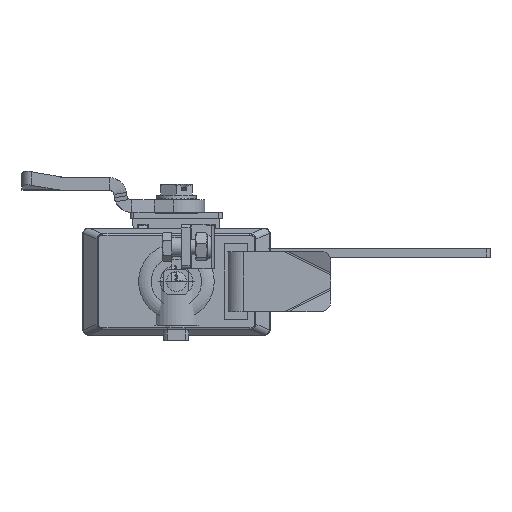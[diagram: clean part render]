
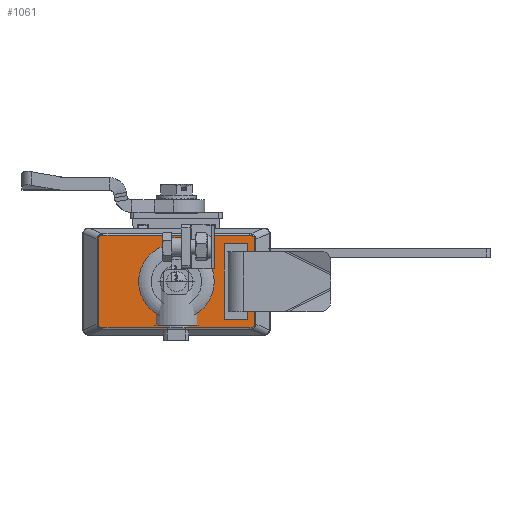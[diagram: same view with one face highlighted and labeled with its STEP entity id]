
A CAD part, top view. The second image highlights one B-rep face of the part: STEP entity #1061.
In plain terms, the highlighted planar face has unit normal (0, 0, 1).
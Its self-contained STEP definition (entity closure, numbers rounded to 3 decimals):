
#1061 = ADVANCED_FACE( '', ( #2211, #2212, #2213 ), #2214, .T. );
#2211 = FACE_OUTER_BOUND( '', #4353, .T. );
#2212 = FACE_BOUND( '', #4354, .T. );
#2213 = FACE_BOUND( '', #4355, .T. );
#2214 = PLANE( '', #4356 );
#4353 = EDGE_LOOP( '', ( #8889, #8890, #8891, #8892, #8893, #8894, #8895, #8896 ) );
#4354 = EDGE_LOOP( '', ( #8897, #8898, #8899, #8900 ) );
#4355 = EDGE_LOOP( '', ( #8901 ) );
#4356 = AXIS2_PLACEMENT_3D( '', #8902, #8903, #8904 );
#8889 = ORIENTED_EDGE( '', *, *, #12702, .T. );
#8890 = ORIENTED_EDGE( '', *, *, #12706, .T. );
#8891 = ORIENTED_EDGE( '', *, *, #12707, .T. );
#8892 = ORIENTED_EDGE( '', *, *, #12704, .T. );
#8893 = ORIENTED_EDGE( '', *, *, #12708, .T. );
#8894 = ORIENTED_EDGE( '', *, *, #12709, .T. );
#8895 = ORIENTED_EDGE( '', *, *, #12710, .T. );
#8896 = ORIENTED_EDGE( '', *, *, #12700, .T. );
#8897 = ORIENTED_EDGE( '', *, *, #12711, .F. );
#8898 = ORIENTED_EDGE( '', *, *, #12712, .F. );
#8899 = ORIENTED_EDGE( '', *, *, #12713, .F. );
#8900 = ORIENTED_EDGE( '', *, *, #12714, .F. );
#8901 = ORIENTED_EDGE( '', *, *, #12643, .F. );
#8902 = CARTESIAN_POINT( '', ( -29.75, 17., 4.7 ) );
#8903 = DIRECTION( '', ( 0., 0., 1. ) );
#8904 = DIRECTION( '', ( -1., 0., 0. ) );
#12643 = EDGE_CURVE( '', #15092, #15092, #15093, .T. );
#12700 = EDGE_CURVE( '', #15172, #15174, #15176, .T. );
#12702 = EDGE_CURVE( '', #15174, #15177, #15179, .T. );
#12704 = EDGE_CURVE( '', #15182, #15180, #15183, .T. );
#12706 = EDGE_CURVE( '', #15177, #15185, #15186, .T. );
#12707 = EDGE_CURVE( '', #15185, #15182, #15187, .T. );
#12708 = EDGE_CURVE( '', #15180, #15188, #15189, .T. );
#12709 = EDGE_CURVE( '', #15188, #15190, #15191, .T. );
#12710 = EDGE_CURVE( '', #15190, #15172, #15192, .T. );
#12711 = EDGE_CURVE( '', #15193, #15194, #15195, .T. );
#12712 = EDGE_CURVE( '', #15196, #15193, #15197, .T. );
#12713 = EDGE_CURVE( '', #15198, #15196, #15199, .T. );
#12714 = EDGE_CURVE( '', #15194, #15198, #15200, .T. );
#15092 = VERTEX_POINT( '', #18921 );
#15093 = CIRCLE( '', #18922, 12. );
#15172 = VERTEX_POINT( '', #19196 );
#15174 = VERTEX_POINT( '', #19198 );
#15176 = ELLIPSE( '', #19200, 2.215, 1.5 );
#15177 = VERTEX_POINT( '', #19201 );
#15179 = LINE( '', #19203, #19204 );
#15180 = VERTEX_POINT( '', #19205 );
#15182 = VERTEX_POINT( '', #19207 );
#15183 = ELLIPSE( '', #19208, 2.215, 1.5 );
#15185 = VERTEX_POINT( '', #19210 );
#15186 = ELLIPSE( '', #19211, 2.215, 1.5 );
#15187 = LINE( '', #19212, #19213 );
#15188 = VERTEX_POINT( '', #19214 );
#15189 = LINE( '', #19215, #19216 );
#15190 = VERTEX_POINT( '', #19217 );
#15191 = ELLIPSE( '', #19218, 2.215, 1.5 );
#15192 = LINE( '', #19219, #19220 );
#15193 = VERTEX_POINT( '', #19221 );
#15194 = VERTEX_POINT( '', #19222 );
#15195 = LINE( '', #19223, #19224 );
#15196 = VERTEX_POINT( '', #19225 );
#15197 = LINE( '', #19226, #19227 );
#15198 = VERTEX_POINT( '', #19228 );
#15199 = LINE( '', #19229, #19230 );
#15200 = LINE( '', #19231, #19232 );
#18921 = CARTESIAN_POINT( '', ( 12., 0., 4.7 ) );
#18922 = AXIS2_PLACEMENT_3D( '', #24080, #24081, #24082 );
#19196 = CARTESIAN_POINT( '', ( 23.308, -14.674, 4.7 ) );
#19198 = CARTESIAN_POINT( '', ( 24.843, -13.495, 4.7 ) );
#19200 = AXIS2_PLACEMENT_3D( '', #24183, #24184, #24185 );
#19201 = CARTESIAN_POINT( '', ( 24.843, 13.495, 4.7 ) );
#19203 = CARTESIAN_POINT( '', ( 24.843, 17., 4.7 ) );
#19204 = VECTOR( '', #24189, 1000. );
#19205 = CARTESIAN_POINT( '', ( -24.843, 13.495, 4.7 ) );
#19207 = CARTESIAN_POINT( '', ( -23.308, 14.674, 4.7 ) );
#19208 = AXIS2_PLACEMENT_3D( '', #24193, #24194, #24195 );
#19210 = CARTESIAN_POINT( '', ( 23.308, 14.674, 4.7 ) );
#19211 = AXIS2_PLACEMENT_3D( '', #24199, #24200, #24201 );
#19212 = CARTESIAN_POINT( '', ( -29.75, 14.674, 4.7 ) );
#19213 = VECTOR( '', #24202, 1000. );
#19214 = CARTESIAN_POINT( '', ( -24.843, -13.495, 4.7 ) );
#19215 = CARTESIAN_POINT( '', ( -24.843, 17., 4.7 ) );
#19216 = VECTOR( '', #24203, 1000. );
#19217 = CARTESIAN_POINT( '', ( -23.308, -14.674, 4.7 ) );
#19218 = AXIS2_PLACEMENT_3D( '', #24204, #24205, #24206 );
#19219 = CARTESIAN_POINT( '', ( -29.75, -14.674, 4.7 ) );
#19220 = VECTOR( '', #24207, 1000. );
#19221 = CARTESIAN_POINT( '', ( 15.25, 12., 4.7 ) );
#19222 = CARTESIAN_POINT( '', ( 15.25, -12., 4.7 ) );
#19223 = CARTESIAN_POINT( '', ( 15.25, 12., 4.7 ) );
#19224 = VECTOR( '', #24208, 1000. );
#19225 = CARTESIAN_POINT( '', ( 22.55, 12., 4.7 ) );
#19226 = CARTESIAN_POINT( '', ( 22.55, 12., 4.7 ) );
#19227 = VECTOR( '', #24209, 1000. );
#19228 = CARTESIAN_POINT( '', ( 22.55, -12., 4.7 ) );
#19229 = CARTESIAN_POINT( '', ( 22.55, -12., 4.7 ) );
#19230 = VECTOR( '', #24210, 1000. );
#19231 = CARTESIAN_POINT( '', ( 15.25, -12., 4.7 ) );
#19232 = VECTOR( '', #24211, 1000. );
#24080 = CARTESIAN_POINT( '', ( 0., 0., 4.7 ) );
#24081 = DIRECTION( '', ( 0., 0., 1. ) );
#24082 = DIRECTION( '', ( 1., 0., 0. ) );
#24183 = CARTESIAN_POINT( '', ( 22.722, -13.044, 4.7 ) );
#24184 = DIRECTION( '', ( 0., 0., 1. ) );
#24185 = DIRECTION( '', ( 0.921, -0.391, 0. ) );
#24189 = DIRECTION( '', ( 0., 1., 0. ) );
#24193 = CARTESIAN_POINT( '', ( -22.722, 13.044, 4.7 ) );
#24194 = DIRECTION( '', ( 0., 0., 1. ) );
#24195 = DIRECTION( '', ( -0.921, 0.391, 0. ) );
#24199 = CARTESIAN_POINT( '', ( 22.722, 13.044, 4.7 ) );
#24200 = DIRECTION( '', ( 0., 0., 1. ) );
#24201 = DIRECTION( '', ( -0.921, -0.391, 0. ) );
#24202 = DIRECTION( '', ( -1., 0., 0. ) );
#24203 = DIRECTION( '', ( 0., -1., 0. ) );
#24204 = CARTESIAN_POINT( '', ( -22.722, -13.044, 4.7 ) );
#24205 = DIRECTION( '', ( 0., 0., 1. ) );
#24206 = DIRECTION( '', ( 0.921, 0.391, 0. ) );
#24207 = DIRECTION( '', ( 1., 0., 0. ) );
#24208 = DIRECTION( '', ( 0., -1., 0. ) );
#24209 = DIRECTION( '', ( -1., 0., 0. ) );
#24210 = DIRECTION( '', ( 0., 1., 0. ) );
#24211 = DIRECTION( '', ( 1., 0., 0. ) );
